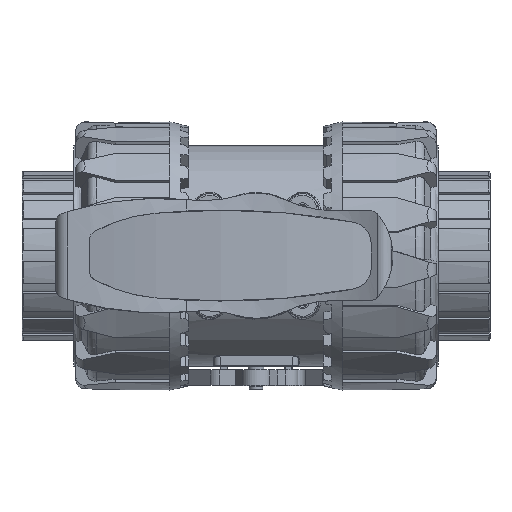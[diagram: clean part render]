
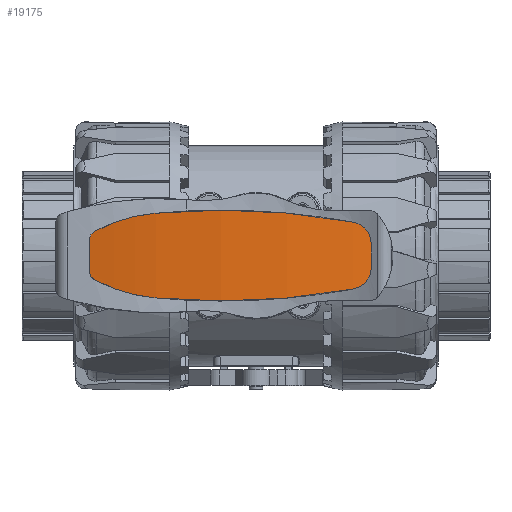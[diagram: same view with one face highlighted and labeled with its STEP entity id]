
A CAD part, top view. The second image highlights one B-rep face of the part: STEP entity #19175.
In plain terms, the highlighted cylindrical face has radius 230 mm (diameter 460 mm), a partial arc.
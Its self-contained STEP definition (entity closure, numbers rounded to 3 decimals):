
#1851=LINE($,#53388,#2918);
#1856=LINE($,#53437,#2923);
#2918=VECTOR($,#27365,9.405);
#2923=VECTOR($,#27380,7.561);
#5671=FACE_OUTER_BOUND($,#6910,.T.);
#6910=EDGE_LOOP($,(#17643,#17644,#17645,#17646,#17647,#17648,#17649,#17650,
#17651,#17652));
#7268=B_SPLINE_CURVE_WITH_KNOTS($,3,(#53359,#53360,#53361,#53362,#53363,
#53364,#53365,#53366),.UNSPECIFIED.,.F.,.F.,(4,2,2,4),(-7.154,
-6.603,-5.655,-5.184),.UNSPECIFIED.);
#7270=B_SPLINE_CURVE_WITH_KNOTS($,3,(#53374,#53375,#53376,#53377,#53378,
#53379,#53380,#53381),.UNSPECIFIED.,.F.,.F.,(4,2,2,4),(-0.364,
-0.265,-0.132,-0.003),
 .UNSPECIFIED.);
#7272=B_SPLINE_CURVE_WITH_KNOTS($,3,(#53392,#53393,#53394,#53395,#53396,
#53397,#53398,#53399),.UNSPECIFIED.,.F.,.F.,(4,2,2,4),(-2.122,
-1.993,-1.861,-1.761),.UNSPECIFIED.);
#7273=B_SPLINE_CURVE_WITH_KNOTS($,3,(#53403,#53404,#53405,#53406,#53407,
#53408,#53409,#53410),.UNSPECIFIED.,.F.,.F.,(4,2,2,4),(-24.914,
-24.443,-23.495,-22.944),.UNSPECIFIED.);
#7274=B_SPLINE_CURVE_WITH_KNOTS($,3,(#53413,#53414,#53415,#53416,#53417,
#53418,#53419,#53420),.UNSPECIFIED.,.F.,.F.,(4,2,2,4),(-14.836,
-13.441,-10.753,-8.708),.UNSPECIFIED.);
#7275=B_SPLINE_CURVE_WITH_KNOTS($,3,(#53424,#53425,#53426,#53427,#53428,
#53429,#53430,#53431,#53432,#53433),.UNSPECIFIED.,.F.,.F.,(4,2,2,2,4),(-2.127,
-1.863,-1.6,-1.331,-1.189),
 .UNSPECIFIED.);
#7276=B_SPLINE_CURVE_WITH_KNOTS($,3,(#53441,#53442,#53443,#53444,#53445,
#53446,#53447,#53448,#53449,#53450),.UNSPECIFIED.,.F.,.F.,(4,2,2,2,4),(-3.064,
-2.922,-2.654,-2.39,-2.127),
 .UNSPECIFIED.);
#7277=B_SPLINE_CURVE_WITH_KNOTS($,3,(#53453,#53454,#53455,#53456,#53457,
#53458,#53459,#53460),.UNSPECIFIED.,.F.,.F.,(4,2,2,4),(-12.797,
-10.752,-8.064,-6.668),.UNSPECIFIED.);
#9042=VERTEX_POINT($,#53356);
#9043=VERTEX_POINT($,#53358);
#9044=VERTEX_POINT($,#53369);
#9045=VERTEX_POINT($,#53383);
#9046=VERTEX_POINT($,#53390);
#9047=VERTEX_POINT($,#53401);
#9048=VERTEX_POINT($,#53412);
#9049=VERTEX_POINT($,#53423);
#9050=VERTEX_POINT($,#53436);
#9051=VERTEX_POINT($,#53440);
#11900=EDGE_CURVE($,#9043,#9042,#7268,.T.);
#11903=EDGE_CURVE($,#9042,#9044,#7270,.T.);
#11905=EDGE_CURVE($,#9044,#9045,#1851,.T.);
#11907=EDGE_CURVE($,#9045,#9046,#7272,.T.);
#11909=EDGE_CURVE($,#9046,#9047,#7273,.T.);
#11910=EDGE_CURVE($,#9048,#9043,#7274,.T.);
#11912=EDGE_CURVE($,#9049,#9048,#7275,.T.);
#11914=EDGE_CURVE($,#9050,#9049,#1856,.T.);
#11916=EDGE_CURVE($,#9051,#9050,#7276,.T.);
#11918=EDGE_CURVE($,#9047,#9051,#7277,.T.);
#17643=ORIENTED_EDGE($,*,*,#11903,.T.);
#17644=ORIENTED_EDGE($,*,*,#11905,.T.);
#17645=ORIENTED_EDGE($,*,*,#11907,.T.);
#17646=ORIENTED_EDGE($,*,*,#11909,.T.);
#17647=ORIENTED_EDGE($,*,*,#11918,.T.);
#17648=ORIENTED_EDGE($,*,*,#11916,.T.);
#17649=ORIENTED_EDGE($,*,*,#11914,.T.);
#17650=ORIENTED_EDGE($,*,*,#11912,.T.);
#17651=ORIENTED_EDGE($,*,*,#11910,.T.);
#17652=ORIENTED_EDGE($,*,*,#11900,.T.);
#18008=CYLINDRICAL_SURFACE($,#21561,230.);
#19175=ADVANCED_FACE($,(#5671),#18008,.T.);
#21561=AXIS2_PLACEMENT_3D($,#53461,#27387,#27388);
#27365=DIRECTION($,(0.,-1.,0.));
#27380=DIRECTION($,(0.,1.,0.));
#27387=DIRECTION('center_axis',(0.,-1.,0.));
#27388=DIRECTION('ref_axis',(1.,0.,0.));
#53356=CARTESIAN_POINT('',(-51.545,7.757,78.928));
#53358=CARTESIAN_POINT('',(-31.972,13.545,81.567));
#53359=CARTESIAN_POINT('Ctrl Pts',(-31.972,13.545,81.567));
#53360=CARTESIAN_POINT('Ctrl Pts',(-33.838,13.394,81.397));
#53361=CARTESIAN_POINT('Ctrl Pts',(-35.72,13.135,81.202));
#53362=CARTESIAN_POINT('Ctrl Pts',(-40.818,12.128,80.609));
#53363=CARTESIAN_POINT('Ctrl Pts',(-44.019,11.16,80.167));
#53364=CARTESIAN_POINT('Ctrl Pts',(-48.606,9.248,79.44));
#53365=CARTESIAN_POINT('Ctrl Pts',(-50.098,8.537,79.187));
#53366=CARTESIAN_POINT('Ctrl Pts',(-51.545,7.757,78.928));
#53369=CARTESIAN_POINT('',(-53.385,4.703,78.592));
#53374=CARTESIAN_POINT('Ctrl Pts',(-51.545,7.757,78.928));
#53375=CARTESIAN_POINT('Ctrl Pts',(-51.85,7.593,78.874));
#53376=CARTESIAN_POINT('Ctrl Pts',(-52.127,7.383,78.824));
#53377=CARTESIAN_POINT('Ctrl Pts',(-52.669,6.842,78.725));
#53378=CARTESIAN_POINT('Ctrl Pts',(-52.938,6.449,78.675));
#53379=CARTESIAN_POINT('Ctrl Pts',(-53.293,5.595,78.609));
#53380=CARTESIAN_POINT('Ctrl Pts',(-53.381,5.136,78.592));
#53381=CARTESIAN_POINT('Ctrl Pts',(-53.385,4.703,78.592));
#53383=CARTESIAN_POINT('',(-53.385,-4.703,78.592));
#53388=CARTESIAN_POINT($,(-53.385,4.703,78.592));
#53390=CARTESIAN_POINT('',(-51.545,-7.757,78.928));
#53392=CARTESIAN_POINT('Ctrl Pts',(-53.385,-4.703,
78.592));
#53393=CARTESIAN_POINT('Ctrl Pts',(-53.381,-5.134,
78.592));
#53394=CARTESIAN_POINT('Ctrl Pts',(-53.293,-5.592,
78.609));
#53395=CARTESIAN_POINT('Ctrl Pts',(-52.942,-6.443,
78.674));
#53396=CARTESIAN_POINT('Ctrl Pts',(-52.674,-6.834,78.724));
#53397=CARTESIAN_POINT('Ctrl Pts',(-52.133,-7.379,
78.823));
#53398=CARTESIAN_POINT('Ctrl Pts',(-51.853,-7.591,
78.873));
#53399=CARTESIAN_POINT('Ctrl Pts',(-51.545,-7.757,
78.928));
#53401=CARTESIAN_POINT('',(-31.972,-13.545,81.567));
#53403=CARTESIAN_POINT('Ctrl Pts',(-51.545,-7.757,
78.928));
#53404=CARTESIAN_POINT('Ctrl Pts',(-50.098,-8.537,
79.187));
#53405=CARTESIAN_POINT('Ctrl Pts',(-48.606,-9.248,
79.44));
#53406=CARTESIAN_POINT('Ctrl Pts',(-44.019,-11.16,
80.167));
#53407=CARTESIAN_POINT('Ctrl Pts',(-40.818,-12.128,80.609));
#53408=CARTESIAN_POINT('Ctrl Pts',(-35.72,-13.135,
81.202));
#53409=CARTESIAN_POINT('Ctrl Pts',(-33.838,-13.394,
81.397));
#53410=CARTESIAN_POINT('Ctrl Pts',(-31.972,-13.545,81.567));
#53412=CARTESIAN_POINT('',(31.008,10.663,78.639));
#53413=CARTESIAN_POINT('Ctrl Pts',(31.008,10.663,78.639));
#53414=CARTESIAN_POINT('Ctrl Pts',(26.193,11.556,79.535));
#53415=CARTESIAN_POINT('Ctrl Pts',(21.345,12.294,80.277));
#53416=CARTESIAN_POINT('Ctrl Pts',(7.182,13.993,81.987));
#53417=CARTESIAN_POINT('Ctrl Pts',(-2.114,14.52,82.52));
#53418=CARTESIAN_POINT('Ctrl Pts',(-17.891,14.507,82.519));
#53419=CARTESIAN_POINT('Ctrl Pts',(-24.903,14.195,82.212));
#53420=CARTESIAN_POINT('Ctrl Pts',(-31.972,13.545,81.567));
#53423=CARTESIAN_POINT('',(36.733,3.781,77.499));
#53424=CARTESIAN_POINT('Ctrl Pts',(36.733,3.781,77.499));
#53425=CARTESIAN_POINT('Ctrl Pts',(36.733,4.659,77.499));
#53426=CARTESIAN_POINT('Ctrl Pts',(36.557,5.595,77.537));
#53427=CARTESIAN_POINT('Ctrl Pts',(35.847,7.312,77.686));
#53428=CARTESIAN_POINT('Ctrl Pts',(35.313,8.095,77.797));
#53429=CARTESIAN_POINT('Ctrl Pts',(34.076,9.341,78.048));
#53430=CARTESIAN_POINT('Ctrl Pts',(33.285,9.884,78.206));
#53431=CARTESIAN_POINT('Ctrl Pts',(31.964,10.434,78.46));
#53432=CARTESIAN_POINT('Ctrl Pts',(31.487,10.575,78.55));
#53433=CARTESIAN_POINT('Ctrl Pts',(31.008,10.663,78.639));
#53436=CARTESIAN_POINT('',(36.733,-3.781,77.499));
#53437=CARTESIAN_POINT($,(36.733,-3.781,77.499));
#53440=CARTESIAN_POINT('',(31.008,-10.663,78.639));
#53441=CARTESIAN_POINT('Ctrl Pts',(31.008,-10.663,78.639));
#53442=CARTESIAN_POINT('Ctrl Pts',(31.487,-10.575,78.55));
#53443=CARTESIAN_POINT('Ctrl Pts',(31.964,-10.434,78.46));
#53444=CARTESIAN_POINT('Ctrl Pts',(33.285,-9.884,78.206));
#53445=CARTESIAN_POINT('Ctrl Pts',(34.076,-9.341,78.048));
#53446=CARTESIAN_POINT('Ctrl Pts',(35.313,-8.095,77.797));
#53447=CARTESIAN_POINT('Ctrl Pts',(35.847,-7.312,77.686));
#53448=CARTESIAN_POINT('Ctrl Pts',(36.557,-5.595,77.537));
#53449=CARTESIAN_POINT('Ctrl Pts',(36.733,-4.659,77.499));
#53450=CARTESIAN_POINT('Ctrl Pts',(36.733,-3.781,77.499));
#53453=CARTESIAN_POINT('Ctrl Pts',(-31.972,-13.545,
81.567));
#53454=CARTESIAN_POINT('Ctrl Pts',(-24.903,-14.195,
82.212));
#53455=CARTESIAN_POINT('Ctrl Pts',(-17.891,-14.507,
82.519));
#53456=CARTESIAN_POINT('Ctrl Pts',(-2.114,-14.52,
82.52));
#53457=CARTESIAN_POINT('Ctrl Pts',(7.182,-13.993,81.987));
#53458=CARTESIAN_POINT('Ctrl Pts',(21.345,-12.294,80.277));
#53459=CARTESIAN_POINT('Ctrl Pts',(26.193,-11.556,79.535));
#53460=CARTESIAN_POINT('Ctrl Pts',(31.008,-10.663,78.639));
#53461=CARTESIAN_POINT('Origin',(-11.061,20.,-147.48));
